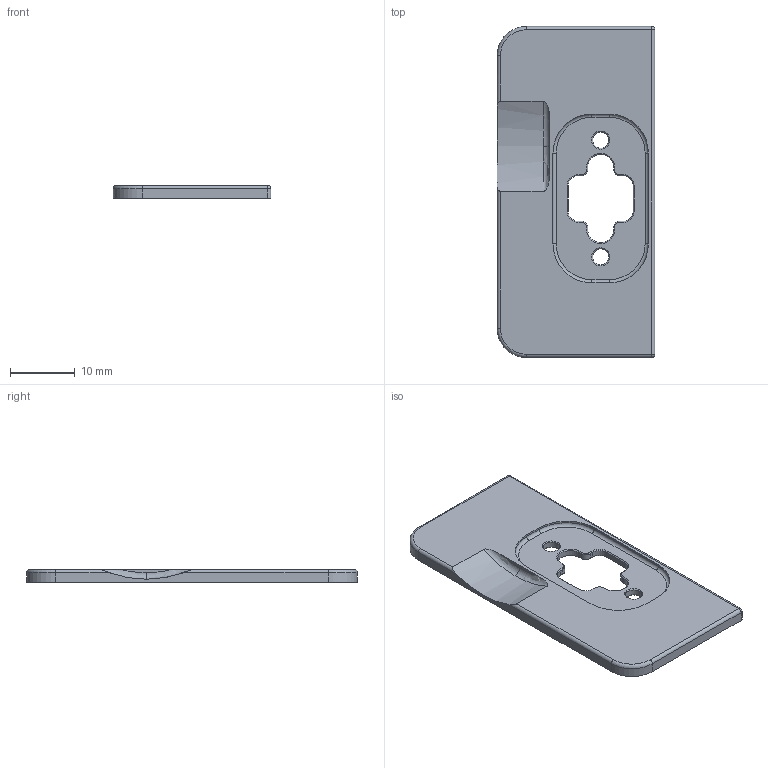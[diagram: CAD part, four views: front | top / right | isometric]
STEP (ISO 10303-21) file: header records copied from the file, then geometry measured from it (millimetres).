
FILE_DESCRIPTION(/* description */ (''),/* implementation_level */ '2;1');
FILE_NAME(/* name */ '底座上盖.step',/* time_stamp */ '2022-09-13T20:09:58+08:00',/* author */ (''),/* organization */ (''),/* preprocessor_version */ 'ST-DEVELOPER v19',/* originating_system */ 'Autodesk Translation Framework v11.7.0.108',/* authorisation */ '');
FILE_SCHEMA (('AUTOMOTIVE_DESIGN { 1 0 10303 214 3 1 1 }'));
Length unit declared in the file: millimetre
Products named in the file (1): 1
Bounding box: 24.3 x 51 x 2 mm (x, y, z)
Volume: 1888.4 mm3; surface area: 2650.4 mm2
Topology: 1 solids, 1 shells, 114 faces, 271 edges, 160 vertices
Faces by surface type: plane 48, cylinder 31, cone 25, torus 8, sphere 2
Full cylindrical faces by diameter (mm): 2.5 x2
Entity records: 3323 total; most frequent: DIRECTION 596, CARTESIAN_POINT 594, ORIENTED_EDGE 542, EDGE_CURVE 271, AXIS2_PLACEMENT_3D 214, LINE 168, VECTOR 168, VERTEX_POINT 160
